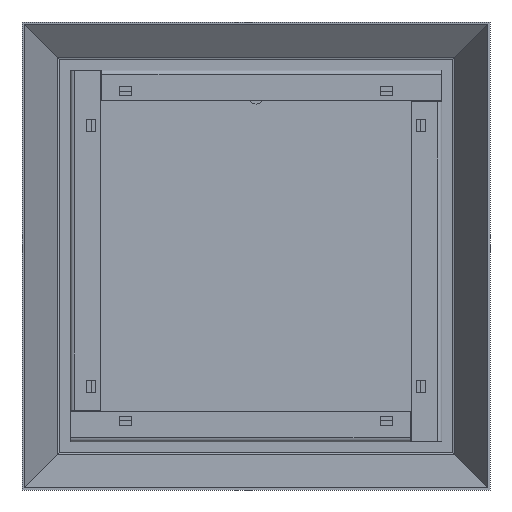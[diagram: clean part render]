
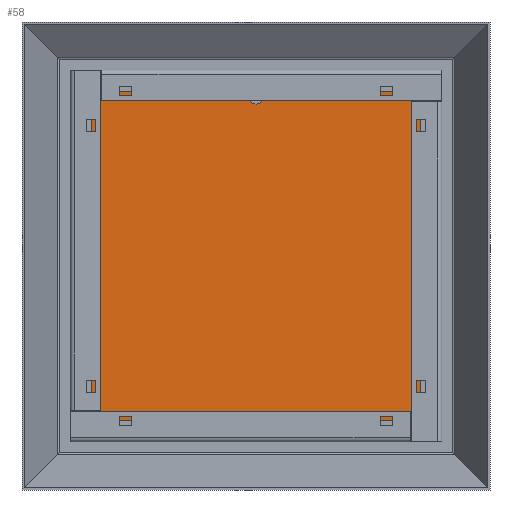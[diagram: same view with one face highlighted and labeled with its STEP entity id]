
A CAD part, front view. The second image highlights one B-rep face of the part: STEP entity #58.
In plain terms, the highlighted planar face has unit normal (0, -1, 0).
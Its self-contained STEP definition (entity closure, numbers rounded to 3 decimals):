
#58=ADVANCED_FACE('',(#587),#588,.F.);
#587=FACE_OUTER_BOUND('',#1836,.T.);
#588=PLANE('',#1837);
#1836=EDGE_LOOP('',(#3148,#3149,#3150,#3151,#3152,#3153,#3154,#3155,#3156,#3157,#3158,#3159,#3160,#3161,#3162));
#1837=AXIS2_PLACEMENT_3D('',#3163,#3164,#3165);
#3148=ORIENTED_EDGE('',*,*,#7663,.F.);
#3149=ORIENTED_EDGE('',*,*,#7664,.F.);
#3150=ORIENTED_EDGE('',*,*,#7665,.F.);
#3151=ORIENTED_EDGE('',*,*,#7666,.F.);
#3152=ORIENTED_EDGE('',*,*,#7667,.F.);
#3153=ORIENTED_EDGE('',*,*,#7668,.F.);
#3154=ORIENTED_EDGE('',*,*,#7669,.F.);
#3155=ORIENTED_EDGE('',*,*,#7670,.F.);
#3156=ORIENTED_EDGE('',*,*,#7671,.F.);
#3157=ORIENTED_EDGE('',*,*,#7672,.F.);
#3158=ORIENTED_EDGE('',*,*,#7673,.F.);
#3159=ORIENTED_EDGE('',*,*,#7674,.F.);
#3160=ORIENTED_EDGE('',*,*,#7675,.F.);
#3161=ORIENTED_EDGE('',*,*,#7676,.F.);
#3162=ORIENTED_EDGE('',*,*,#7677,.F.);
#3163=CARTESIAN_POINT('',(0.0,67.01,0.0));
#3164=DIRECTION('',(0.0,1.0,0.0));
#3165=DIRECTION('',(1.0,0.0,-0.0));
#7663=EDGE_CURVE('',#9197,#9198,#9199,.T.);
#7664=EDGE_CURVE('',#9200,#9197,#9201,.T.);
#7665=EDGE_CURVE('',#9202,#9200,#9203,.T.);
#7666=EDGE_CURVE('',#9204,#9202,#9205,.T.);
#7667=EDGE_CURVE('',#9206,#9204,#9207,.T.);
#7668=EDGE_CURVE('',#9208,#9206,#9209,.T.);
#7669=EDGE_CURVE('',#9210,#9208,#9211,.T.);
#7670=EDGE_CURVE('',#9212,#9210,#9213,.T.);
#7671=EDGE_CURVE('',#9214,#9212,#9215,.T.);
#7672=EDGE_CURVE('',#9216,#9214,#9217,.T.);
#7673=EDGE_CURVE('',#9218,#9216,#9219,.T.);
#7674=EDGE_CURVE('',#9220,#9218,#9221,.T.);
#7675=EDGE_CURVE('',#9222,#9220,#9223,.T.);
#7676=EDGE_CURVE('',#9224,#9222,#9225,.T.);
#7677=EDGE_CURVE('',#9198,#9224,#9226,.T.);
#9197=VERTEX_POINT('',#11775);
#9198=VERTEX_POINT('',#11776);
#9199=LINE('',#11777,#11778);
#9200=VERTEX_POINT('',#11779);
#9201=LINE('',#11780,#11781);
#9202=VERTEX_POINT('',#11782);
#9203=LINE('',#11783,#11784);
#9204=VERTEX_POINT('',#11785);
#9205=LINE('',#11786,#11787);
#9206=VERTEX_POINT('',#11788);
#9207=LINE('',#11789,#11790);
#9208=VERTEX_POINT('',#11791);
#9209=LINE('',#11792,#11793);
#9210=VERTEX_POINT('',#11794);
#9211=LINE('',#11795,#11796);
#9212=VERTEX_POINT('',#11797);
#9213=LINE('',#11798,#11799);
#9214=VERTEX_POINT('',#11800);
#9215=LINE('',#11801,#11802);
#9216=VERTEX_POINT('',#11803);
#9217=LINE('',#11804,#11805);
#9218=VERTEX_POINT('',#11806);
#9219=LINE('',#11807,#11808);
#9220=VERTEX_POINT('',#11809);
#9221=LINE('',#11810,#11811);
#9222=VERTEX_POINT('',#11812);
#9223=LINE('',#11813,#11814);
#9224=VERTEX_POINT('',#11815);
#9225=CIRCLE('',#11816,5.0);
#9226=CIRCLE('',#11817,5.0);
#11775=CARTESIAN_POINT('',(-113.0,67.01,119.5));
#11776=CARTESIAN_POINT('',(-2.862,67.01,119.5));
#11777=CARTESIAN_POINT('',(-113.0,67.01,119.5));
#11778=VECTOR('',#15723,110.138);
#11779=CARTESIAN_POINT('',(-113.0,67.01,133.5));
#11780=CARTESIAN_POINT('',(-113.0,67.01,133.5));
#11781=VECTOR('',#15724,14.0);
#11782=CARTESIAN_POINT('',(-119.5,67.01,133.5));
#11783=CARTESIAN_POINT('',(-119.5,67.01,133.5));
#11784=VECTOR('',#15725,6.5);
#11785=CARTESIAN_POINT('',(-119.5,67.01,-113.0));
#11786=CARTESIAN_POINT('',(-119.5,67.01,-113.0));
#11787=VECTOR('',#15726,246.5);
#11788=CARTESIAN_POINT('',(-133.5,67.01,-113.0));
#11789=CARTESIAN_POINT('',(-133.5,67.01,-113.0));
#11790=VECTOR('',#15727,14.0);
#11791=CARTESIAN_POINT('',(-133.5,67.01,-119.5));
#11792=CARTESIAN_POINT('',(-133.5,67.01,-119.5));
#11793=VECTOR('',#15728,6.5);
#11794=CARTESIAN_POINT('',(113.0,67.01,-119.5));
#11795=CARTESIAN_POINT('',(113.0,67.01,-119.5));
#11796=VECTOR('',#15729,246.5);
#11797=CARTESIAN_POINT('',(113.0,67.01,-133.5));
#11798=CARTESIAN_POINT('',(113.0,67.01,-133.5));
#11799=VECTOR('',#15730,14.0);
#11800=CARTESIAN_POINT('',(119.5,67.01,-133.5));
#11801=CARTESIAN_POINT('',(119.5,67.01,-133.5));
#11802=VECTOR('',#15731,6.5);
#11803=CARTESIAN_POINT('',(119.5,67.01,113.0));
#11804=CARTESIAN_POINT('',(119.5,67.01,113.0));
#11805=VECTOR('',#15732,246.5);
#11806=CARTESIAN_POINT('',(133.5,67.01,113.0));
#11807=CARTESIAN_POINT('',(133.5,67.01,113.0));
#11808=VECTOR('',#15733,14.0);
#11809=CARTESIAN_POINT('',(133.5,67.01,119.5));
#11810=CARTESIAN_POINT('',(133.5,67.01,119.5));
#11811=VECTOR('',#15734,6.5);
#11812=CARTESIAN_POINT('',(2.862,67.01,119.5));
#11813=CARTESIAN_POINT('',(2.862,67.01,119.5));
#11814=VECTOR('',#15735,130.638);
#11815=CARTESIAN_POINT('',(0.0,67.01,110.4));
#11816=AXIS2_PLACEMENT_3D('',#15736,#15737,#15738);
#11817=AXIS2_PLACEMENT_3D('',#15739,#15740,#15741);
#15723=DIRECTION('',(1.0,0.0,0.0));
#15724=DIRECTION('',(0.0,0.0,-1.0));
#15725=DIRECTION('',(1.0,0.0,0.0));
#15726=DIRECTION('',(0.0,0.0,1.0));
#15727=DIRECTION('',(1.0,0.0,0.0));
#15728=DIRECTION('',(0.0,0.0,1.0));
#15729=DIRECTION('',(-1.0,0.0,0.0));
#15730=DIRECTION('',(0.0,0.0,1.0));
#15731=DIRECTION('',(-1.0,0.0,0.0));
#15732=DIRECTION('',(0.0,0.0,-1.0));
#15733=DIRECTION('',(-1.0,0.0,0.0));
#15734=DIRECTION('',(0.0,0.0,-1.0));
#15735=DIRECTION('',(1.0,0.0,0.0));
#15736=CARTESIAN_POINT('',(0.0,67.01,115.4));
#15737=DIRECTION('',(0.0,-1.0,0.0));
#15738=DIRECTION('',(0.0,0.0,-1.0));
#15739=CARTESIAN_POINT('',(0.0,67.01,115.4));
#15740=DIRECTION('',(0.0,-1.0,0.0));
#15741=DIRECTION('',(-0.572,0.0,0.82));
